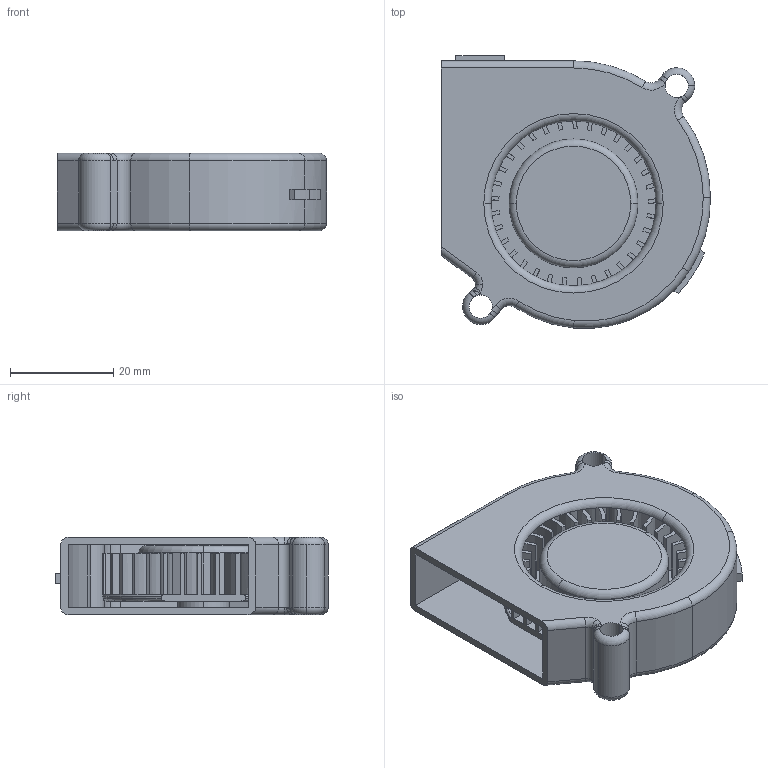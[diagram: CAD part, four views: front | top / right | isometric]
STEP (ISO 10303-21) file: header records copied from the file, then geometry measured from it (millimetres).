
FILE_DESCRIPTION (( 'STEP AP214' ), '1' );
FILE_NAME ('gdstime 5015 super turbo.STEP', '2025-09-18T19:08:13', ( '' ), ( '' ), 'SwSTEP 2.0', 'SolidWorks 2024', '' );
FILE_SCHEMA (( 'AUTOMOTIVE_DESIGN' ));
Length unit declared in the file: metre
Products named in the file (1): gdstime 5015 super turbo
Bounding box: 52.17 x 52.86 x 15 mm (x, y, z)
Volume: 15492.1 mm3; surface area: 17916.8 mm2
Topology: 1 solids, 1 shells, 312 faces, 823 edges, 514 vertices
Faces by surface type: plane 152, cylinder 114, torus 34, bspline 12
Entity records: 13655 total; most frequent: CARTESIAN_POINT 2285, DIRECTION 1776, ORIENTED_EDGE 1646, EDGE_CURVE 823, AXIS2_PLACEMENT_3D 702, VERTEX_POINT 514, CIRCLE 401, VECTOR 372
